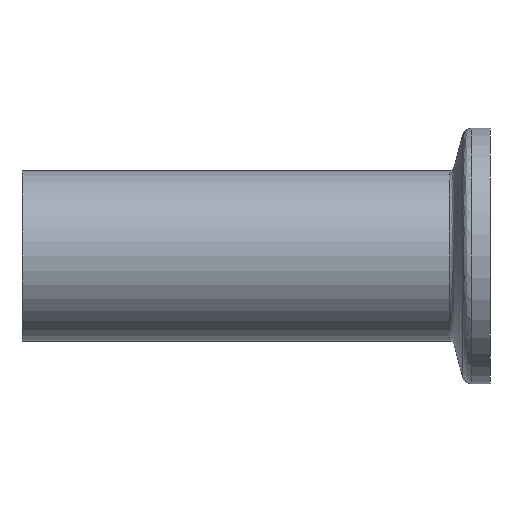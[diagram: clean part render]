
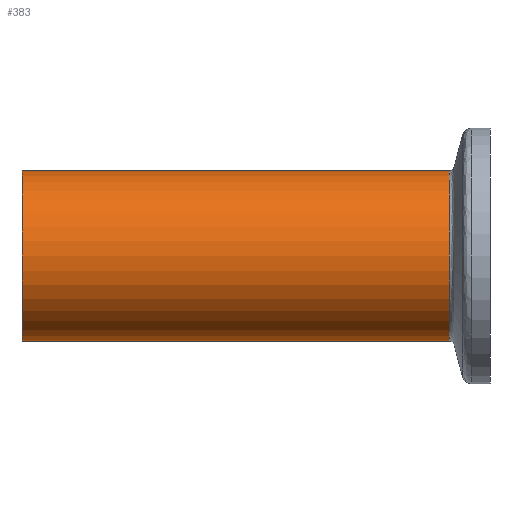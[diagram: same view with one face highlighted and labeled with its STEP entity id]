
A CAD part, front view. The second image highlights one B-rep face of the part: STEP entity #383.
In plain terms, the highlighted cylindrical face has radius 10 mm (diameter 20 mm), a full revolution.
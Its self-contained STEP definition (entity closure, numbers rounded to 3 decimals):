
#1 = CARTESIAN_POINT ( 'NONE',  ( -1.8, 0., 10. ) ) ;
#5 = DIRECTION ( 'NONE',  ( -1., 0., 0. ) ) ;
#53 = AXIS2_PLACEMENT_3D ( 'NONE', #148, #697, #203 ) ;
#123 = ORIENTED_EDGE ( 'NONE', *, *, #381, .T. ) ;
#146 = CARTESIAN_POINT ( 'NONE',  ( 3., 0., 0. ) ) ;
#148 = CARTESIAN_POINT ( 'NONE',  ( -52., 0., 0. ) ) ;
#199 = EDGE_LOOP ( 'NONE', ( #279 ) ) ;
#203 = DIRECTION ( 'NONE',  ( 0., 0., 1. ) ) ;
#209 = CARTESIAN_POINT ( 'NONE',  ( -52., 0., 10. ) ) ;
#272 = AXIS2_PLACEMENT_3D ( 'NONE', #146, #629, #578 ) ;
#279 = ORIENTED_EDGE ( 'NONE', *, *, #540, .T. ) ;
#305 = DIRECTION ( 'NONE',  ( 0., 0., 1. ) ) ;
#319 = VERTEX_POINT ( 'NONE', #1 ) ;
#381 = EDGE_CURVE ( 'NONE', #510, #510, #681, .T. ) ;
#383 = ADVANCED_FACE ( 'NONE', ( #469, #533 ), #389, .T. ) ;
#389 = CYLINDRICAL_SURFACE ( 'NONE', #272, 10. ) ;
#444 = CIRCLE ( 'NONE', #447, 10. ) ;
#447 = AXIS2_PLACEMENT_3D ( 'NONE', #639, #5, #305 ) ;
#469 = FACE_OUTER_BOUND ( 'NONE', #199, .T. ) ;
#505 = EDGE_LOOP ( 'NONE', ( #123 ) ) ;
#510 = VERTEX_POINT ( 'NONE', #209 ) ;
#533 = FACE_OUTER_BOUND ( 'NONE', #505, .T. ) ;
#540 = EDGE_CURVE ( 'NONE', #319, #319, #444, .T. ) ;
#578 = DIRECTION ( 'NONE',  ( 0., 0., 1. ) ) ;
#629 = DIRECTION ( 'NONE',  ( -1., 0., 0. ) ) ;
#639 = CARTESIAN_POINT ( 'NONE',  ( -1.8, 0., 0. ) ) ;
#681 = CIRCLE ( 'NONE', #53, 10. ) ;
#697 = DIRECTION ( 'NONE',  ( 1., 0., 0. ) ) ;
